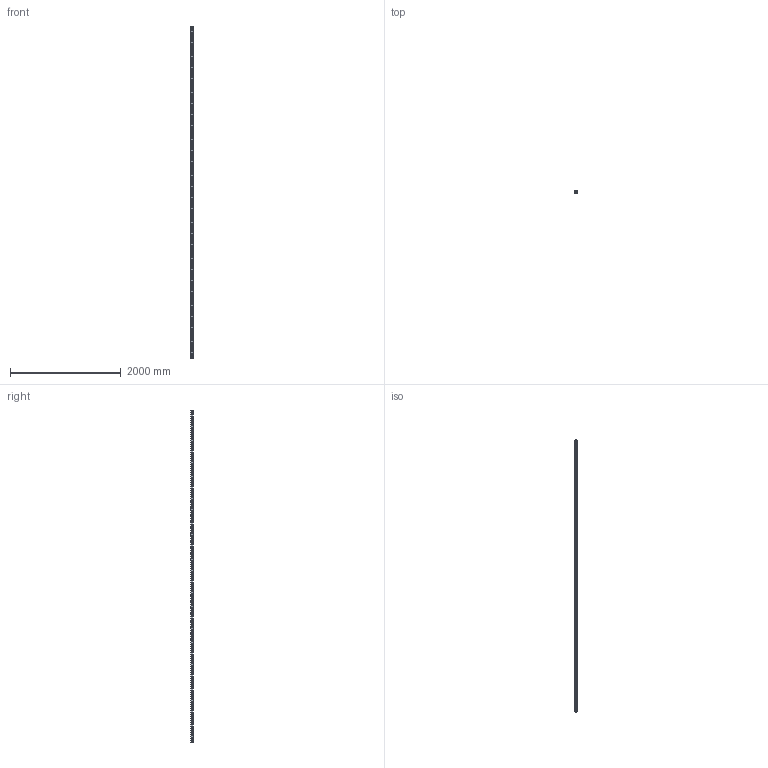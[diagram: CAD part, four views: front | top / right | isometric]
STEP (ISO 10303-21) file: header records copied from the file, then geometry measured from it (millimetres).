
FILE_DESCRIPTION (( 'STEP AP214' ), '1' );
FILE_NAME ('1123012.stp', '2020-09-03T09:57:52', ( '' ), ( '' ), 'SwSTEP 2.0', 'SolidWorks 2020', '' );
FILE_SCHEMA (( 'AUTOMOTIVE_DESIGN' ));
Length unit declared in the file: millimetre
Products named in the file (1): 1123012
Bounding box: 41 x 41 x 6000 mm (x, y, z)
Volume: 1452044.6 mm3; surface area: 1528439.9 mm2
Topology: 1 solids, 1 shells, 1482 faces, 4440 edges, 2960 vertices
Faces by surface type: plane 762, cylinder 720
Entity records: 51778 total; most frequent: CARTESIAN_POINT 8883, ORIENTED_EDGE 8880, DIRECTION 8846, EDGE_CURVE 4440, LINE 3000, VECTOR 3000, VERTEX_POINT 2960, AXIS2_PLACEMENT_3D 2923
